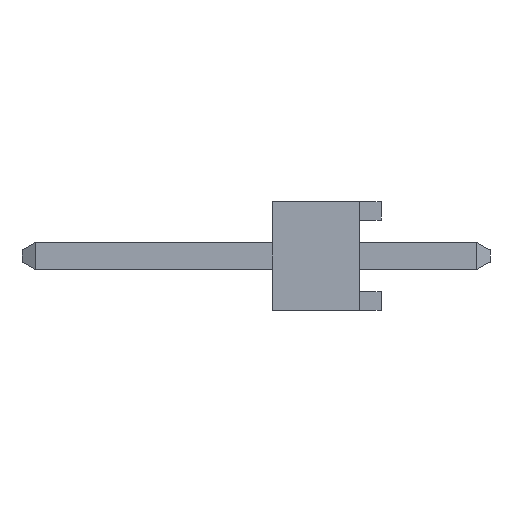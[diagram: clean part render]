
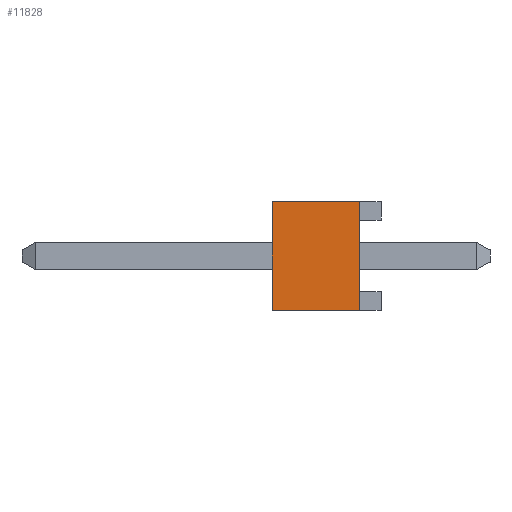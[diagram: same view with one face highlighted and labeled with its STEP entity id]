
A CAD part, left-side view. The second image highlights one B-rep face of the part: STEP entity #11828.
In plain terms, the highlighted planar face has unit normal (-1, 0, 0).
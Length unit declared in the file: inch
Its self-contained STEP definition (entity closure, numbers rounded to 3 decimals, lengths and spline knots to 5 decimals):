
#5392 = DIRECTION ( 'NONE',  ( 0., 0., -1. ) ) ;
#5393 = VECTOR ( 'NONE', #5392, 39.37008 ) ;
#5394 = CARTESIAN_POINT ( 'NONE',  ( -0.5, 0.1, 0.05 ) ) ;
#5413 = LINE ( 'NONE', #5394, #5393 ) ;
#5957 = DIRECTION ( 'NONE',  ( 0., 1., 0. ) ) ;
#5958 = DIRECTION ( 'NONE',  ( 1., 0., 0. ) ) ;
#5959 = CARTESIAN_POINT ( 'NONE',  ( -0.5, 0.1, 0.05 ) ) ;
#5960 = AXIS2_PLACEMENT_3D ( 'NONE', #5959, #5958, #5957 ) ;
#5963 = FACE_OUTER_BOUND ( 'NONE', #11942, .T. ) ;
#6042 = PLANE ( 'NONE',  #5960 ) ;
#6569 = CARTESIAN_POINT ( 'NONE',  ( -0.5, 0.02, -0.05 ) ) ;
#6570 = CARTESIAN_POINT ( 'NONE',  ( -0.5, 0.02, 0.05 ) ) ;
#6589 = CARTESIAN_POINT ( 'NONE',  ( -0.5, 0.1, -0.05 ) ) ;
#6977 = DIRECTION ( 'NONE',  ( 0., -1., 0. ) ) ;
#6978 = VECTOR ( 'NONE', #6977, 39.37008 ) ;
#6979 = CARTESIAN_POINT ( 'NONE',  ( -0.5, 0.1, -0.05 ) ) ;
#6980 = LINE ( 'NONE', #6979, #6978 ) ;
#6990 = CARTESIAN_POINT ( 'NONE',  ( -0.5, 0.1, 0.05 ) ) ;
#7044 = DIRECTION ( 'NONE',  ( 0., 0., -1. ) ) ;
#7045 = VECTOR ( 'NONE', #7044, 39.37008 ) ;
#7046 = CARTESIAN_POINT ( 'NONE',  ( -0.5, 0.02, 0.05 ) ) ;
#7048 = LINE ( 'NONE', #7046, #7045 ) ;
#7154 = DIRECTION ( 'NONE',  ( 0., -1., 0. ) ) ;
#7155 = VECTOR ( 'NONE', #7154, 39.37008 ) ;
#7156 = CARTESIAN_POINT ( 'NONE',  ( -0.5, 0.1, 0.05 ) ) ;
#7207 = LINE ( 'NONE', #7156, #7155 ) ;
#11700 = EDGE_CURVE ( 'NONE', #12167, #11988, #5413, .T. ) ;
#11828 = ADVANCED_FACE ( 'NONE', ( #5963 ), #6042, .F. ) ;
#11829 = ORIENTED_EDGE ( 'NONE', *, *, #12263, .F. ) ;
#11831 = ORIENTED_EDGE ( 'NONE', *, *, #12228, .F. ) ;
#11833 = ORIENTED_EDGE ( 'NONE', *, *, #11700, .T. ) ;
#11932 = ORIENTED_EDGE ( 'NONE', *, *, #12170, .T. ) ;
#11942 = EDGE_LOOP ( 'NONE', ( #11932, #11831, #11829, #11833 ) ) ;
#11988 = VERTEX_POINT ( 'NONE', #6589 ) ;
#11996 = VERTEX_POINT ( 'NONE', #6570 ) ;
#12000 = VERTEX_POINT ( 'NONE', #6569 ) ;
#12167 = VERTEX_POINT ( 'NONE', #6990 ) ;
#12170 = EDGE_CURVE ( 'NONE', #11988, #12000, #6980, .T. ) ;
#12228 = EDGE_CURVE ( 'NONE', #11996, #12000, #7048, .T. ) ;
#12263 = EDGE_CURVE ( 'NONE', #12167, #11996, #7207, .T. ) ;
